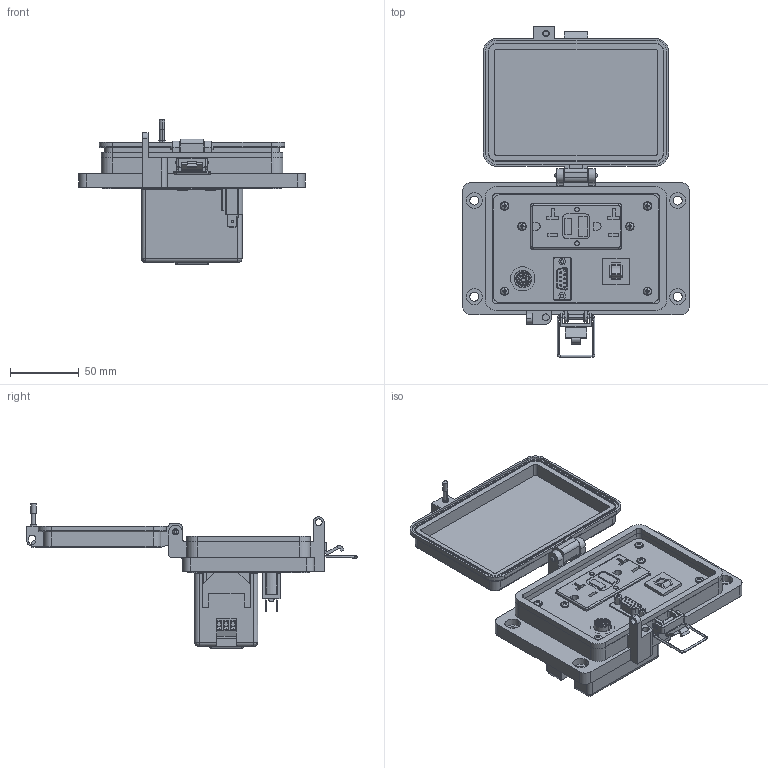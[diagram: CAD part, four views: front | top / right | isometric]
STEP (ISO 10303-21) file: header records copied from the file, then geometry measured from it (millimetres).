
FILE_DESCRIPTION (( 'STEP AP203' ), '1' );
FILE_NAME ('P-B9-M3RF3_3D.STEP', '2018-03-26T20:41:27', ( '' ), ( '' ), 'SwSTEP 2.0', 'SolidWorks 2017', '' );
FILE_SCHEMA (( 'CONFIG_CONTROL_DESIGN' ));
Length unit declared in the file: millimetre
Products named in the file (18): Z-100-ABDH154_8PinMinDin; -M3; Z-100-ABDH154NT; 92005A124_METRIC PAN HEAD PHILLIPS MACHINE SCREW_92005A124; Z-500-2008; P-B9-M3RF3_3D; B9; Z-000-4243316TFP; P-B9-M3RF3_BP180_1; Z-CB-SM; P-B9-M3RF3_FP060_1; Z-200-OTLT-GFIH-1_sheared; CBX; Z-100-ABDH154_PCB; RF_RF Clipped; Z-200-OTLT-RIOF_RF Clipped; Z-100-ABDH154_DBcon; Z-H-M3_B
Assembly tree (26 placements, depth 4):
  P-B9-M3RF3_3D
    P-B9-M3RF3_BP180_1
    P-B9-M3RF3_FP060_1
    B9
      Z-100-ABDH154NT
        Z-100-ABDH154_PCB
        Z-100-ABDH154_DBcon
        Z-100-ABDH154_8PinMinDin
      Z-500-2008  x2
    Z-000-4243316TFP  x4
    CBX
      Z-CB-SM
    RF_RF Clipped
      Z-200-OTLT-RIOF_RF Clipped
      Z-200-OTLT-GFIH-1_sheared
    -M3
      Z-H-M3_B
    92005A124_METRIC PAN HEAD PHILLIPS MACHINE SCREW_92005A124  x6
Bounding box: 164.96 x 240.59 x 104.92 mm (x, y, z)
Volume: 346590.6 mm3; surface area: 205243.5 mm2
Topology: 45 solids, 45 shells, 3781 faces, 10361 edges, 6821 vertices
Faces by surface type: plane 1732, cylinder 1624, bspline 230, cone 125, torus 38, sphere 32
Entity records: 87791 total; most frequent: CARTESIAN_POINT 22084, ORIENTED_EDGE 13714, DIRECTION 12589, EDGE_CURVE 6857, VERTEX_POINT 4514, LINE 4495, VECTOR 4495, AXIS2_PLACEMENT_3D 4047
